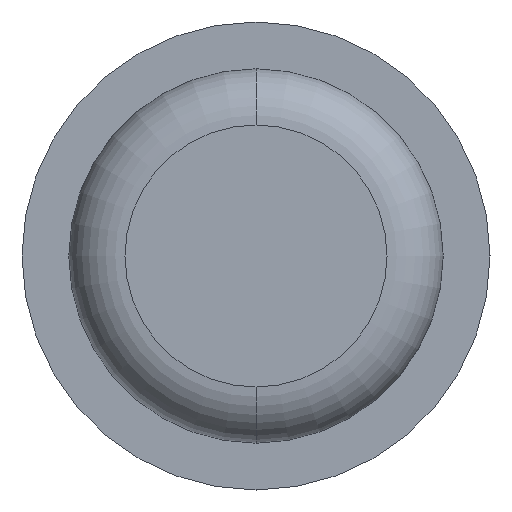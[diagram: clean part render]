
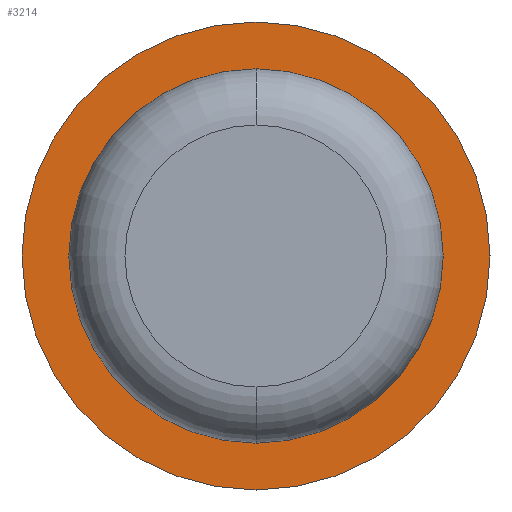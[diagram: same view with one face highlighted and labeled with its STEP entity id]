
A CAD part, front view. The second image highlights one B-rep face of the part: STEP entity #3214.
In plain terms, the highlighted planar face has unit normal (0, -1, 0).
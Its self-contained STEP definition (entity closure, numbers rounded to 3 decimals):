
#347 = ORIENTED_EDGE ( 'NONE', *, *, #498, .F. ) ;
#364 = CARTESIAN_POINT ( 'NONE',  ( 0., -0.6, -1.25 ) ) ;
#371 = FACE_OUTER_BOUND ( 'NONE', #3408, .T. ) ;
#498 = EDGE_CURVE ( 'Defeature ausgef�hrt3_1+Defeature ausgef�hrt3_2+Defeature ausgef�hrt3_2+Defeature ausgef�hrt3_2', #3422, #1247, #2386, .T. ) ;
#539 = DIRECTION ( 'NONE',  ( 0., 0., 1. ) ) ;
#616 = EDGE_CURVE ( 'Defeature ausgef�hrt3_1+Defeature ausgef�hrt3_2+Defeature ausgef�hrt3_2+Defeature ausgef�hrt3_2', #1247, #3422, #3402, .T. ) ;
#748 = DIRECTION ( 'NONE',  ( 0., 1., 0. ) ) ;
#753 = AXIS2_PLACEMENT_3D ( 'NONE', #2357, #3456, #539 ) ;
#768 = CIRCLE ( 'NONE', #3110, 1. ) ;
#786 = ORIENTED_EDGE ( 'NONE', *, *, #616, .F. ) ;
#981 = CIRCLE ( 'NONE', #1615, 1. ) ;
#987 = ORIENTED_EDGE ( 'NONE', *, *, #1742, .T. ) ;
#1107 = EDGE_LOOP ( 'NONE', ( #2932, #987 ) ) ;
#1220 = CARTESIAN_POINT ( 'NONE',  ( 0., -0.6, 0. ) ) ;
#1247 = VERTEX_POINT ( 'NONE', #1583 ) ;
#1309 = DIRECTION ( 'NONE',  ( 0., 1., 0. ) ) ;
#1337 = AXIS2_PLACEMENT_3D ( 'NONE', #2634, #1309, #3181 ) ;
#1338 = CARTESIAN_POINT ( 'NONE',  ( 0., -0.6, 0. ) ) ;
#1474 = VERTEX_POINT ( 'NONE', #2363 ) ;
#1583 = CARTESIAN_POINT ( 'NONE',  ( 0., -0.6, 1.25 ) ) ;
#1615 = AXIS2_PLACEMENT_3D ( 'NONE', #1989, #3054, #1725 ) ;
#1725 = DIRECTION ( 'NONE',  ( 0., 0., 1. ) ) ;
#1742 = EDGE_CURVE ( 'Defeature ausgef�hrt3_2+Defeature ausgef�hrt3_3+Defeature ausgef�hrt3_3+Defeature ausgef�hrt3_3', #2676, #1474, #981, .T. ) ;
#1803 = EDGE_CURVE ( 'Defeature ausgef�hrt3_2+Defeature ausgef�hrt3_3+Defeature ausgef�hrt3_3+Defeature ausgef�hrt3_3', #1474, #2676, #768, .T. ) ;
#1989 = CARTESIAN_POINT ( 'NONE',  ( 0., -0.6, 0. ) ) ;
#2140 = PLANE ( 'NONE',  #753 ) ;
#2357 = CARTESIAN_POINT ( 'NONE',  ( 1.25, -0.6, 0. ) ) ;
#2363 = CARTESIAN_POINT ( 'NONE',  ( 0., -0.6, 1. ) ) ;
#2386 = CIRCLE ( 'NONE', #1337, 1.25 ) ;
#2433 = DIRECTION ( 'NONE',  ( 0., 0., 1. ) ) ;
#2587 = FACE_BOUND ( 'NONE', #1107, .T. ) ;
#2634 = CARTESIAN_POINT ( 'NONE',  ( 0., -0.6, 0. ) ) ;
#2676 = VERTEX_POINT ( 'NONE', #2718 ) ;
#2694 = DIRECTION ( 'NONE',  ( 0., 1., 0. ) ) ;
#2718 = CARTESIAN_POINT ( 'NONE',  ( 0., -0.6, -1. ) ) ;
#2932 = ORIENTED_EDGE ( 'NONE', *, *, #1803, .T. ) ;
#3054 = DIRECTION ( 'NONE',  ( 0., 1., 0. ) ) ;
#3110 = AXIS2_PLACEMENT_3D ( 'NONE', #1220, #748, #3128 ) ;
#3128 = DIRECTION ( 'NONE',  ( 0., 0., 1. ) ) ;
#3181 = DIRECTION ( 'NONE',  ( 0., 0., 1. ) ) ;
#3214 = ADVANCED_FACE ( 'Defeature ausgef�hrt3_2', ( #371, #2587 ), #2140, .F. ) ;
#3307 = AXIS2_PLACEMENT_3D ( 'NONE', #1338, #2694, #2433 ) ;
#3402 = CIRCLE ( 'NONE', #3307, 1.25 ) ;
#3408 = EDGE_LOOP ( 'NONE', ( #786, #347 ) ) ;
#3422 = VERTEX_POINT ( 'NONE', #364 ) ;
#3456 = DIRECTION ( 'NONE',  ( 0., 1., 0. ) ) ;
